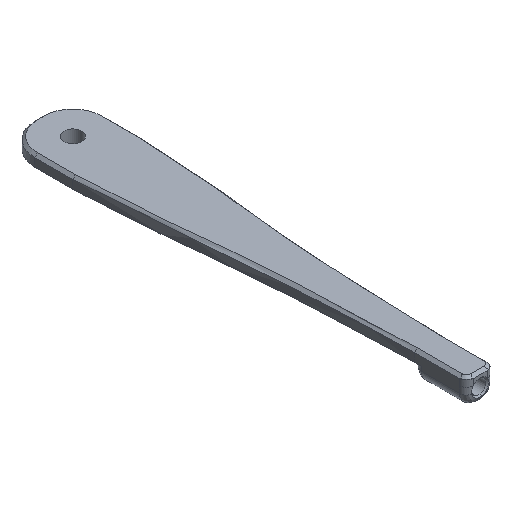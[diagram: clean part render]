
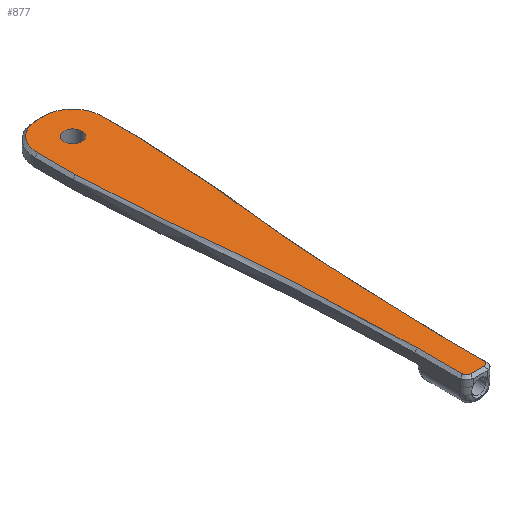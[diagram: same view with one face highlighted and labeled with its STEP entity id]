
A CAD part, isometric view. The second image highlights one B-rep face of the part: STEP entity #877.
In plain terms, the highlighted planar face has unit normal (0, 0, 1).
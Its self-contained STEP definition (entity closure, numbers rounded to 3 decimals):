
#23=FACE_BOUND('',#261,.T.);
#32=ELLIPSE('',#943,3.464,2.);
#36=ELLIPSE('',#955,3.464,2.);
#41=PLANE('',#961);
#61=LINE('',#1493,#121);
#71=LINE('',#1612,#131);
#74=LINE('',#1639,#134);
#75=LINE('',#1643,#135);
#76=LINE('',#1647,#136);
#77=LINE('',#1674,#137);
#121=VECTOR('',#1033,10.);
#131=VECTOR('',#1089,10.);
#134=VECTOR('',#1096,10.);
#135=VECTOR('',#1099,10.);
#136=VECTOR('',#1102,10.);
#137=VECTOR('',#1103,10.);
#208=FACE_OUTER_BOUND('',#260,.T.);
#260=EDGE_LOOP('',(#671,#672,#673,#674,#675,#676,#677,#678,#679,#680,#681,
#682));
#261=EDGE_LOOP('',(#683));
#315=B_SPLINE_CURVE_WITH_KNOTS('',3,(#1618,#1619,#1620,#1621,#1622,#1623,
#1624,#1625,#1626,#1627,#1628,#1629,#1630,#1631,#1632,#1633,#1634,#1635,
#1636,#1637),.UNSPECIFIED.,.F.,.F.,(4,1,1,1,1,1,1,1,1,1,1,1,1,1,1,1,1,4),
(-1.,-0.929,-0.857,-0.786,-0.714,
-0.643,-0.571,-0.5,-0.429,
-0.381,-0.333,-0.286,-0.238,
-0.19,-0.143,-0.071,-0.036,
0.),.UNSPECIFIED.);
#316=B_SPLINE_CURVE_WITH_KNOTS('',3,(#1649,#1650,#1651,#1652,#1653,#1654,
#1655,#1656,#1657,#1658,#1659,#1660,#1661,#1662,#1663,#1664,#1665,#1666,
#1667,#1668,#1669,#1670,#1671,#1672,#1673),.UNSPECIFIED.,.F.,.F.,(4,1,1,
1,1,1,1,1,1,1,1,1,1,1,1,1,1,1,1,1,1,1,4),(0.,0.036,
0.071,0.143,0.19,0.238,
0.286,0.321,0.357,0.429,
0.5,0.571,0.667,0.679,
0.69,0.702,0.714,0.738,
0.762,0.81,0.857,0.929,
1.),.UNSPECIFIED.);
#347=CIRCLE('',#962,8.2);
#348=CIRCLE('',#963,8.2);
#349=CIRCLE('',#964,2.6);
#382=VERTEX_POINT('',#1487);
#383=VERTEX_POINT('',#1492);
#388=VERTEX_POINT('',#1506);
#399=VERTEX_POINT('',#1568);
#400=VERTEX_POINT('',#1570);
#404=VERTEX_POINT('',#1617);
#405=VERTEX_POINT('',#1638);
#406=VERTEX_POINT('',#1640);
#407=VERTEX_POINT('',#1642);
#408=VERTEX_POINT('',#1644);
#409=VERTEX_POINT('',#1646);
#410=VERTEX_POINT('',#1648);
#411=VERTEX_POINT('',#1675);
#472=EDGE_CURVE('',#382,#383,#61,.T.);
#479=EDGE_CURVE('',#383,#388,#32,.T.);
#495=EDGE_CURVE('',#399,#400,#36,.T.);
#503=EDGE_CURVE('',#388,#399,#71,.T.);
#506=EDGE_CURVE('',#404,#382,#315,.T.);
#507=EDGE_CURVE('',#405,#404,#74,.T.);
#508=EDGE_CURVE('',#406,#405,#347,.T.);
#509=EDGE_CURVE('',#407,#406,#75,.T.);
#510=EDGE_CURVE('',#408,#407,#348,.T.);
#511=EDGE_CURVE('',#409,#408,#76,.T.);
#512=EDGE_CURVE('',#410,#409,#316,.T.);
#513=EDGE_CURVE('',#400,#410,#77,.T.);
#514=EDGE_CURVE('',#411,#411,#349,.T.);
#671=ORIENTED_EDGE('',*,*,#479,.F.);
#672=ORIENTED_EDGE('',*,*,#472,.F.);
#673=ORIENTED_EDGE('',*,*,#506,.F.);
#674=ORIENTED_EDGE('',*,*,#507,.F.);
#675=ORIENTED_EDGE('',*,*,#508,.F.);
#676=ORIENTED_EDGE('',*,*,#509,.F.);
#677=ORIENTED_EDGE('',*,*,#510,.F.);
#678=ORIENTED_EDGE('',*,*,#511,.F.);
#679=ORIENTED_EDGE('',*,*,#512,.F.);
#680=ORIENTED_EDGE('',*,*,#513,.F.);
#681=ORIENTED_EDGE('',*,*,#495,.F.);
#682=ORIENTED_EDGE('',*,*,#503,.F.);
#683=ORIENTED_EDGE('',*,*,#514,.T.);
#877=ADVANCED_FACE('',(#208,#23),#41,.F.);
#943=AXIS2_PLACEMENT_3D('',#1507,#1048,#1049);
#955=AXIS2_PLACEMENT_3D('',#1571,#1077,#1078);
#961=AXIS2_PLACEMENT_3D('',#1616,#1094,#1095);
#962=AXIS2_PLACEMENT_3D('',#1641,#1097,#1098);
#963=AXIS2_PLACEMENT_3D('',#1645,#1100,#1101);
#964=AXIS2_PLACEMENT_3D('',#1676,#1104,#1105);
#1033=DIRECTION('',(0.,-1.,0.));
#1048=DIRECTION('center_axis',(0.,0.,-1.));
#1049=DIRECTION('ref_axis',(0.707,-0.707,0.));
#1077=DIRECTION('center_axis',(0.,0.,-1.));
#1078=DIRECTION('ref_axis',(-0.707,-0.707,0.));
#1089=DIRECTION('',(-1.,0.,0.));
#1094=DIRECTION('center_axis',(0.,0.,-1.));
#1095=DIRECTION('ref_axis',(1.,0.,0.));
#1096=DIRECTION('',(0.,-1.,0.));
#1097=DIRECTION('center_axis',(0.,0.,-1.));
#1098=DIRECTION('ref_axis',(0.707,0.707,0.));
#1099=DIRECTION('',(1.,0.,0.));
#1100=DIRECTION('center_axis',(0.,0.,-1.));
#1101=DIRECTION('ref_axis',(-0.707,0.707,0.));
#1102=DIRECTION('',(0.,1.,0.));
#1103=DIRECTION('',(0.,1.,0.));
#1104=DIRECTION('center_axis',(0.,0.,-1.));
#1105=DIRECTION('ref_axis',(1.,0.,0.));
#1487=CARTESIAN_POINT('',(-191.862,259.501,-26.5));
#1492=CARTESIAN_POINT('',(-191.862,246.714,-26.5));
#1493=CARTESIAN_POINT('',(-191.862,283.875,-26.5));
#1506=CARTESIAN_POINT('',(-193.277,245.3,-26.5));
#1507=CARTESIAN_POINT('Origin',(-194.691,248.128,-26.5));
#1568=CARTESIAN_POINT('',(-196.848,245.3,-26.5));
#1570=CARTESIAN_POINT('',(-198.262,246.714,-26.5));
#1571=CARTESIAN_POINT('Origin',(-195.434,248.128,-26.5));
#1612=CARTESIAN_POINT('',(-193.062,245.3,-26.5));
#1616=CARTESIAN_POINT('Origin',(-195.062,308.25,-26.5));
#1617=CARTESIAN_POINT('',(-185.862,352.,-26.5));
#1618=CARTESIAN_POINT('Ctrl Pts',(-185.862,352.,-26.5));
#1619=CARTESIAN_POINT('Ctrl Pts',(-185.862,351.458,-26.5));
#1620=CARTESIAN_POINT('Ctrl Pts',(-185.981,349.058,-26.5));
#1621=CARTESIAN_POINT('Ctrl Pts',(-186.407,342.894,-26.5));
#1622=CARTESIAN_POINT('Ctrl Pts',(-186.857,336.245,-26.5));
#1623=CARTESIAN_POINT('Ctrl Pts',(-187.201,330.751,-26.5));
#1624=CARTESIAN_POINT('Ctrl Pts',(-187.517,326.525,-26.5));
#1625=CARTESIAN_POINT('Ctrl Pts',(-187.96,322.586,-26.5));
#1626=CARTESIAN_POINT('Ctrl Pts',(-188.613,317.51,-26.5));
#1627=CARTESIAN_POINT('Ctrl Pts',(-189.317,310.91,-26.5));
#1628=CARTESIAN_POINT('Ctrl Pts',(-189.935,303.343,-26.5));
#1629=CARTESIAN_POINT('Ctrl Pts',(-190.424,295.87,-26.5));
#1630=CARTESIAN_POINT('Ctrl Pts',(-190.841,287.933,-26.5));
#1631=CARTESIAN_POINT('Ctrl Pts',(-191.174,280.65,-26.5));
#1632=CARTESIAN_POINT('Ctrl Pts',(-191.429,275.158,-26.5));
#1633=CARTESIAN_POINT('Ctrl Pts',(-191.648,270.671,-26.5));
#1634=CARTESIAN_POINT('Ctrl Pts',(-191.774,267.533,-26.5));
#1635=CARTESIAN_POINT('Ctrl Pts',(-191.84,263.557,-26.5));
#1636=CARTESIAN_POINT('Ctrl Pts',(-191.857,260.969,-26.5));
#1637=CARTESIAN_POINT('Ctrl Pts',(-191.862,259.501,-26.5));
#1638=CARTESIAN_POINT('',(-185.862,363.,-26.5));
#1639=CARTESIAN_POINT('',(-185.862,340.125,-26.5));
#1640=CARTESIAN_POINT('',(-194.062,371.2,-26.5));
#1641=CARTESIAN_POINT('Origin',(-194.062,363.,-26.5));
#1642=CARTESIAN_POINT('',(-196.062,371.2,-26.5));
#1643=CARTESIAN_POINT('',(-200.062,371.2,-26.5));
#1644=CARTESIAN_POINT('',(-204.262,363.,-26.5));
#1645=CARTESIAN_POINT('Origin',(-196.062,363.,-26.5));
#1646=CARTESIAN_POINT('',(-204.262,352.,-26.5));
#1647=CARTESIAN_POINT('',(-204.262,330.125,-26.5));
#1648=CARTESIAN_POINT('',(-198.262,259.501,-26.5));
#1649=CARTESIAN_POINT('Ctrl Pts',(-198.262,259.501,-26.5));
#1650=CARTESIAN_POINT('Ctrl Pts',(-198.267,260.969,-26.5));
#1651=CARTESIAN_POINT('Ctrl Pts',(-198.285,263.558,-26.5));
#1652=CARTESIAN_POINT('Ctrl Pts',(-198.35,267.533,-26.5));
#1653=CARTESIAN_POINT('Ctrl Pts',(-198.477,270.672,-26.5));
#1654=CARTESIAN_POINT('Ctrl Pts',(-198.696,275.158,-26.5));
#1655=CARTESIAN_POINT('Ctrl Pts',(-198.951,280.651,-26.5));
#1656=CARTESIAN_POINT('Ctrl Pts',(-199.256,287.321,-26.5));
#1657=CARTESIAN_POINT('Ctrl Pts',(-199.595,293.878,-26.5));
#1658=CARTESIAN_POINT('Ctrl Pts',(-200.058,301.575,-26.5));
#1659=CARTESIAN_POINT('Ctrl Pts',(-200.72,310.092,-26.5));
#1660=CARTESIAN_POINT('Ctrl Pts',(-201.511,317.505,-26.5));
#1661=CARTESIAN_POINT('Ctrl Pts',(-202.238,323.151,-26.5));
#1662=CARTESIAN_POINT('Ctrl Pts',(-202.576,326.281,-26.5));
#1663=CARTESIAN_POINT('Ctrl Pts',(-202.764,328.666,-26.5));
#1664=CARTESIAN_POINT('Ctrl Pts',(-202.82,329.402,-26.5));
#1665=CARTESIAN_POINT('Ctrl Pts',(-202.874,330.165,-26.5));
#1666=CARTESIAN_POINT('Ctrl Pts',(-202.947,331.223,-26.5));
#1667=CARTESIAN_POINT('Ctrl Pts',(-203.039,332.628,-26.5));
#1668=CARTESIAN_POINT('Ctrl Pts',(-203.196,335.062,-26.5));
#1669=CARTESIAN_POINT('Ctrl Pts',(-203.418,338.461,-26.5));
#1670=CARTESIAN_POINT('Ctrl Pts',(-203.766,343.582,-26.5));
#1671=CARTESIAN_POINT('Ctrl Pts',(-204.144,349.056,-26.5));
#1672=CARTESIAN_POINT('Ctrl Pts',(-204.262,351.458,-26.5));
#1673=CARTESIAN_POINT('Ctrl Pts',(-204.262,352.,-26.5));
#1674=CARTESIAN_POINT('',(-198.262,276.375,-26.5));
#1675=CARTESIAN_POINT('',(-197.662,362.,-26.5));
#1676=CARTESIAN_POINT('Origin',(-195.062,362.,-26.5));
